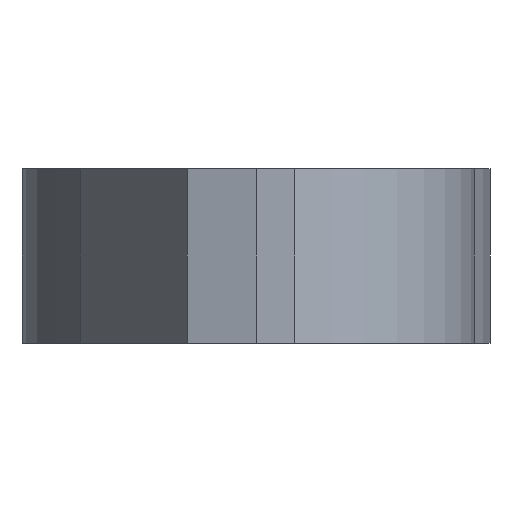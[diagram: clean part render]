
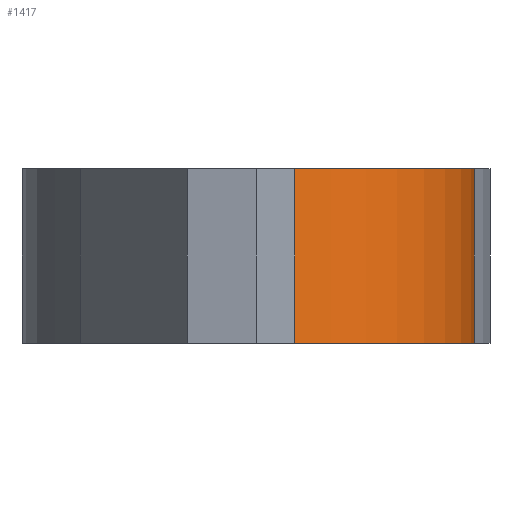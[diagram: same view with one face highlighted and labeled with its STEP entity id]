
A CAD part, front view. The second image highlights one B-rep face of the part: STEP entity #1417.
In plain terms, the highlighted cylindrical face has radius 25 mm (diameter 50 mm), a partial arc.
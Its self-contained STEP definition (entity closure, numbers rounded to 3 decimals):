
#245 = DIRECTION ( 'NONE',  ( 1., 0., 0. ) ) ;
#289 = CARTESIAN_POINT ( 'NONE',  ( 0., 0., 10. ) ) ;
#308 = EDGE_CURVE ( 'NONE', #1100, #1479, #636, .T. ) ;
#331 = FACE_OUTER_BOUND ( 'NONE', #1213, .T. ) ;
#439 = VERTEX_POINT ( 'NONE', #2371 ) ;
#522 = VECTOR ( 'NONE', #1518, 1000. ) ;
#551 = LINE ( 'NONE', #2442, #522 ) ;
#564 = ORIENTED_EDGE ( 'NONE', *, *, #1834, .F. ) ;
#632 = AXIS2_PLACEMENT_3D ( 'NONE', #289, #1236, #1840 ) ;
#636 = CIRCLE ( 'NONE', #2017, 25. ) ;
#652 = DIRECTION ( 'NONE',  ( 0., 0., 1. ) ) ;
#653 = EDGE_CURVE ( 'NONE', #439, #1100, #551, .T. ) ;
#744 = DIRECTION ( 'NONE',  ( -1., 0., 0. ) ) ;
#839 = DIRECTION ( 'NONE',  ( 0., 0., -1. ) ) ;
#889 = EDGE_CURVE ( 'NONE', #439, #2309, #2384, .T. ) ;
#1100 = VERTEX_POINT ( 'NONE', #1863 ) ;
#1191 = AXIS2_PLACEMENT_3D ( 'NONE', #1835, #2444, #744 ) ;
#1213 = EDGE_LOOP ( 'NONE', ( #1687, #1498, #564, #1443 ) ) ;
#1236 = DIRECTION ( 'NONE',  ( 0., 0., 1. ) ) ;
#1417 = ADVANCED_FACE ( 'NONE', ( #331 ), #2453, .T. ) ;
#1443 = ORIENTED_EDGE ( 'NONE', *, *, #889, .F. ) ;
#1479 = VERTEX_POINT ( 'NONE', #2089 ) ;
#1498 = ORIENTED_EDGE ( 'NONE', *, *, #308, .T. ) ;
#1518 = DIRECTION ( 'NONE',  ( 0., 0., -1. ) ) ;
#1559 = CARTESIAN_POINT ( 'NONE',  ( 0., 0., -10. ) ) ;
#1588 = LINE ( 'NONE', #2118, #1625 ) ;
#1625 = VECTOR ( 'NONE', #839, 1000. ) ;
#1687 = ORIENTED_EDGE ( 'NONE', *, *, #653, .T. ) ;
#1834 = EDGE_CURVE ( 'NONE', #2309, #1479, #1588, .T. ) ;
#1835 = CARTESIAN_POINT ( 'NONE',  ( 0., 0., 10. ) ) ;
#1840 = DIRECTION ( 'NONE',  ( 1., 0., 0. ) ) ;
#1863 = CARTESIAN_POINT ( 'NONE',  ( 4.427, -24.605, -10. ) ) ;
#1957 = CARTESIAN_POINT ( 'NONE',  ( 12.482, 21.661, 10. ) ) ;
#2017 = AXIS2_PLACEMENT_3D ( 'NONE', #1559, #652, #245 ) ;
#2089 = CARTESIAN_POINT ( 'NONE',  ( 12.482, 21.661, -10. ) ) ;
#2118 = CARTESIAN_POINT ( 'NONE',  ( 12.482, 21.661, 10. ) ) ;
#2309 = VERTEX_POINT ( 'NONE', #1957 ) ;
#2371 = CARTESIAN_POINT ( 'NONE',  ( 4.427, -24.605, 10. ) ) ;
#2384 = CIRCLE ( 'NONE', #632, 25. ) ;
#2442 = CARTESIAN_POINT ( 'NONE',  ( 4.427, -24.605, 10. ) ) ;
#2444 = DIRECTION ( 'NONE',  ( 0., 0., -1. ) ) ;
#2453 = CYLINDRICAL_SURFACE ( 'NONE', #1191, 25. ) ;
